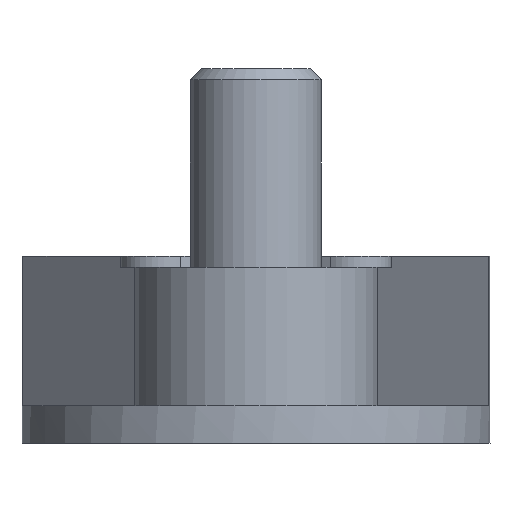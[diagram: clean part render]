
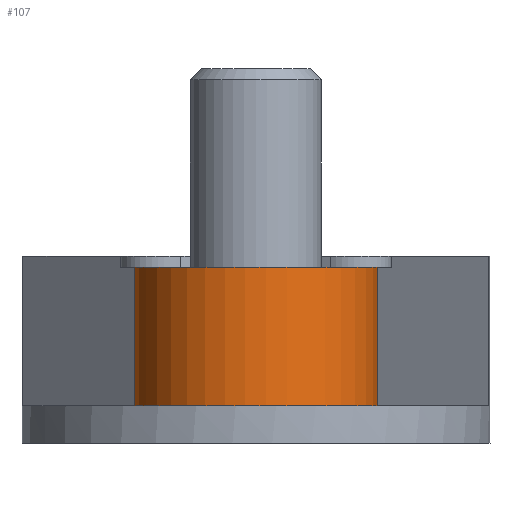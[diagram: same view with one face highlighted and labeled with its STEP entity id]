
A CAD part, left-side view. The second image highlights one B-rep face of the part: STEP entity #107.
In plain terms, the highlighted cylindrical face has radius 32.5 mm (diameter 65 mm), a partial arc.
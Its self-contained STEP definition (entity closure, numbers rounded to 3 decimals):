
#107=ADVANCED_FACE('',(#149),#128,.T.);
#128=CYLINDRICAL_SURFACE('',#639,32.5);
#149=FACE_OUTER_BOUND('',#191,.T.);
#191=EDGE_LOOP('',(#383,#384,#385,#386));
#232=LINE('',#978,#264);
#233=LINE('',#980,#265);
#264=VECTOR('',#805,1.);
#265=VECTOR('',#808,1.);
#383=ORIENTED_EDGE('',*,*,#489,.F.);
#384=ORIENTED_EDGE('',*,*,#527,.T.);
#385=ORIENTED_EDGE('',*,*,#509,.T.);
#386=ORIENTED_EDGE('',*,*,#528,.F.);
#434=VERTEX_POINT('',#902);
#435=VERTEX_POINT('',#903);
#449=VERTEX_POINT('',#943);
#450=VERTEX_POINT('',#944);
#489=EDGE_CURVE('',#434,#435,#552,.T.);
#509=EDGE_CURVE('',#449,#450,#560,.T.);
#527=EDGE_CURVE('',#434,#449,#232,.T.);
#528=EDGE_CURVE('',#435,#450,#233,.T.);
#552=CIRCLE('',#606,32.5);
#560=CIRCLE('',#620,32.5);
#606=AXIS2_PLACEMENT_3D('',#901,#723,#724);
#620=AXIS2_PLACEMENT_3D('',#942,#763,#764);
#639=AXIS2_PLACEMENT_3D('',#982,#811,#812);
#723=DIRECTION('',(0.,0.,1.));
#724=DIRECTION('',(1.,0.,0.));
#763=DIRECTION('',(0.,0.,1.));
#764=DIRECTION('',(1.,0.,0.));
#805=DIRECTION('',(0.,0.,-1.));
#808=DIRECTION('',(0.,0.,-1.));
#811=DIRECTION('',(0.,0.,-1.));
#812=DIRECTION('',(-1.,0.,0.));
#901=CARTESIAN_POINT('',(0.,0.,47.));
#902=CARTESIAN_POINT('',(-3.421,32.319,47.));
#903=CARTESIAN_POINT('',(-3.421,-32.319,47.));
#942=CARTESIAN_POINT('',(0.,0.,10.));
#943=CARTESIAN_POINT('',(-3.421,32.319,10.));
#944=CARTESIAN_POINT('',(-3.421,-32.319,10.));
#978=CARTESIAN_POINT('',(-3.421,32.319,50.));
#980=CARTESIAN_POINT('',(-3.421,-32.319,50.));
#982=CARTESIAN_POINT('',(0.,0.,50.));
